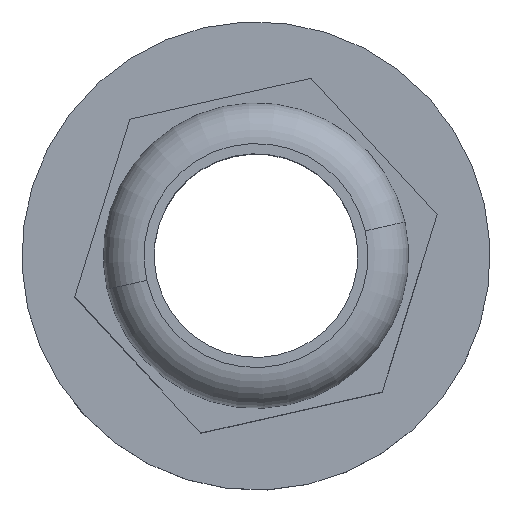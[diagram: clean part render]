
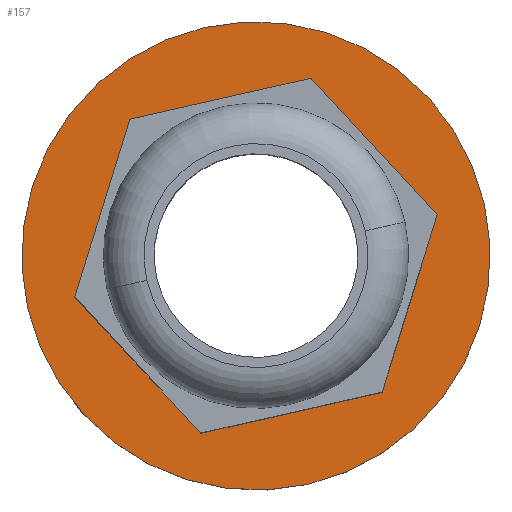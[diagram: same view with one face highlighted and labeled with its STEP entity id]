
A CAD part, top view. The second image highlights one B-rep face of the part: STEP entity #157.
In plain terms, the highlighted face is planar.
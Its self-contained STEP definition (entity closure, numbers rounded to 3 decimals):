
#23 = CARTESIAN_POINT ( 'NONE',  ( -3.95, 1.5, 2.281 ) ) ;
#27 = ORIENTED_EDGE ( 'NONE', *, *, #289, .T. ) ;
#39 = CARTESIAN_POINT ( 'NONE',  ( -3.95, 1.5, 2.281 ) ) ;
#40 = VERTEX_POINT ( 'NONE', #277 ) ;
#50 = ORIENTED_EDGE ( 'NONE', *, *, #504, .F. ) ;
#66 = FACE_BOUND ( 'NONE', #400, .T. ) ;
#81 = ORIENTED_EDGE ( 'NONE', *, *, #90, .F. ) ;
#85 = AXIS2_PLACEMENT_3D ( 'NONE', #306, #493, #168 ) ;
#90 = EDGE_CURVE ( 'NONE', #40, #446, #152, .T. ) ;
#91 = VERTEX_POINT ( 'NONE', #329 ) ;
#104 = VERTEX_POINT ( 'NONE', #281 ) ;
#113 = PLANE ( 'NONE',  #169 ) ;
#127 = EDGE_CURVE ( 'NONE', #410, #307, #374, .T. ) ;
#141 = EDGE_CURVE ( 'NONE', #307, #91, #249, .T. ) ;
#142 = DIRECTION ( 'NONE',  ( 1., 0., 0. ) ) ;
#152 = LINE ( 'NONE', #194, #363 ) ;
#157 = ADVANCED_FACE ( 'NONE', ( #197, #66 ), #113, .T. ) ;
#163 = CARTESIAN_POINT ( 'NONE',  ( 0., 1.5, 5.75 ) ) ;
#168 = DIRECTION ( 'NONE',  ( 0., 0., 1. ) ) ;
#169 = AXIS2_PLACEMENT_3D ( 'NONE', #234, #544, #142 ) ;
#172 = CARTESIAN_POINT ( 'NONE',  ( 3.95, 1.5, 2.281 ) ) ;
#175 = VERTEX_POINT ( 'NONE', #23 ) ;
#189 = DIRECTION ( 'NONE',  ( -0.866, 0., 0.5 ) ) ;
#194 = CARTESIAN_POINT ( 'NONE',  ( 0., 1.5, -4.561 ) ) ;
#197 = FACE_OUTER_BOUND ( 'NONE', #461, .T. ) ;
#207 = CARTESIAN_POINT ( 'NONE',  ( 0., 1.5, 0. ) ) ;
#222 = ORIENTED_EDGE ( 'NONE', *, *, #127, .F. ) ;
#223 = CIRCLE ( 'NONE', #85, 5.75 ) ;
#234 = CARTESIAN_POINT ( 'NONE',  ( 0., 1.5, 0. ) ) ;
#249 = LINE ( 'NONE', #514, #429 ) ;
#253 = LINE ( 'NONE', #556, #513 ) ;
#276 = VECTOR ( 'NONE', #483, 1000. ) ;
#277 = CARTESIAN_POINT ( 'NONE',  ( 0., 1.5, -4.561 ) ) ;
#281 = CARTESIAN_POINT ( 'NONE',  ( 0., 1.5, -5.75 ) ) ;
#289 = EDGE_CURVE ( 'NONE', #104, #305, #223, .T. ) ;
#292 = AXIS2_PLACEMENT_3D ( 'NONE', #207, #495, #489 ) ;
#294 = ORIENTED_EDGE ( 'NONE', *, *, #309, .T. ) ;
#295 = CARTESIAN_POINT ( 'NONE',  ( 0., 1.5, 4.561 ) ) ;
#300 = ORIENTED_EDGE ( 'NONE', *, *, #141, .F. ) ;
#305 = VERTEX_POINT ( 'NONE', #163 ) ;
#306 = CARTESIAN_POINT ( 'NONE',  ( 0., 1.5, 0. ) ) ;
#307 = VERTEX_POINT ( 'NONE', #172 ) ;
#309 = EDGE_CURVE ( 'NONE', #305, #104, #479, .T. ) ;
#323 = CARTESIAN_POINT ( 'NONE',  ( 0., 1.5, 4.561 ) ) ;
#328 = CARTESIAN_POINT ( 'NONE',  ( -3.95, 1.5, -2.281 ) ) ;
#329 = CARTESIAN_POINT ( 'NONE',  ( 3.95, 1.5, -2.281 ) ) ;
#343 = VECTOR ( 'NONE', #383, 1000. ) ;
#363 = VECTOR ( 'NONE', #189, 1000. ) ;
#374 = LINE ( 'NONE', #323, #528 ) ;
#383 = DIRECTION ( 'NONE',  ( 0.866, 0., 0.5 ) ) ;
#400 = EDGE_LOOP ( 'NONE', ( #525, #81, #452, #300, #222, #50 ) ) ;
#410 = VERTEX_POINT ( 'NONE', #295 ) ;
#429 = VECTOR ( 'NONE', #548, 1000. ) ;
#446 = VERTEX_POINT ( 'NONE', #328 ) ;
#452 = ORIENTED_EDGE ( 'NONE', *, *, #453, .F. ) ;
#453 = EDGE_CURVE ( 'NONE', #91, #40, #522, .T. ) ;
#461 = EDGE_LOOP ( 'NONE', ( #27, #294 ) ) ;
#462 = EDGE_CURVE ( 'NONE', #446, #175, #253, .T. ) ;
#468 = DIRECTION ( 'NONE',  ( 0.866, 0., -0.5 ) ) ;
#479 = CIRCLE ( 'NONE', #292, 5.75 ) ;
#480 = LINE ( 'NONE', #39, #343 ) ;
#483 = DIRECTION ( 'NONE',  ( -0.866, 0., -0.5 ) ) ;
#489 = DIRECTION ( 'NONE',  ( 0., 0., 1. ) ) ;
#493 = DIRECTION ( 'NONE',  ( 0., 1., 0. ) ) ;
#495 = DIRECTION ( 'NONE',  ( 0., 1., 0. ) ) ;
#504 = EDGE_CURVE ( 'NONE', #175, #410, #480, .T. ) ;
#513 = VECTOR ( 'NONE', #562, 1000. ) ;
#514 = CARTESIAN_POINT ( 'NONE',  ( 3.95, 1.5, 2.281 ) ) ;
#522 = LINE ( 'NONE', #566, #276 ) ;
#525 = ORIENTED_EDGE ( 'NONE', *, *, #462, .F. ) ;
#528 = VECTOR ( 'NONE', #468, 1000. ) ;
#544 = DIRECTION ( 'NONE',  ( 0., 1., 0. ) ) ;
#548 = DIRECTION ( 'NONE',  ( 0., 0., -1. ) ) ;
#556 = CARTESIAN_POINT ( 'NONE',  ( -3.95, 1.5, -2.281 ) ) ;
#562 = DIRECTION ( 'NONE',  ( 0., 0., 1. ) ) ;
#566 = CARTESIAN_POINT ( 'NONE',  ( 3.95, 1.5, -2.281 ) ) ;
